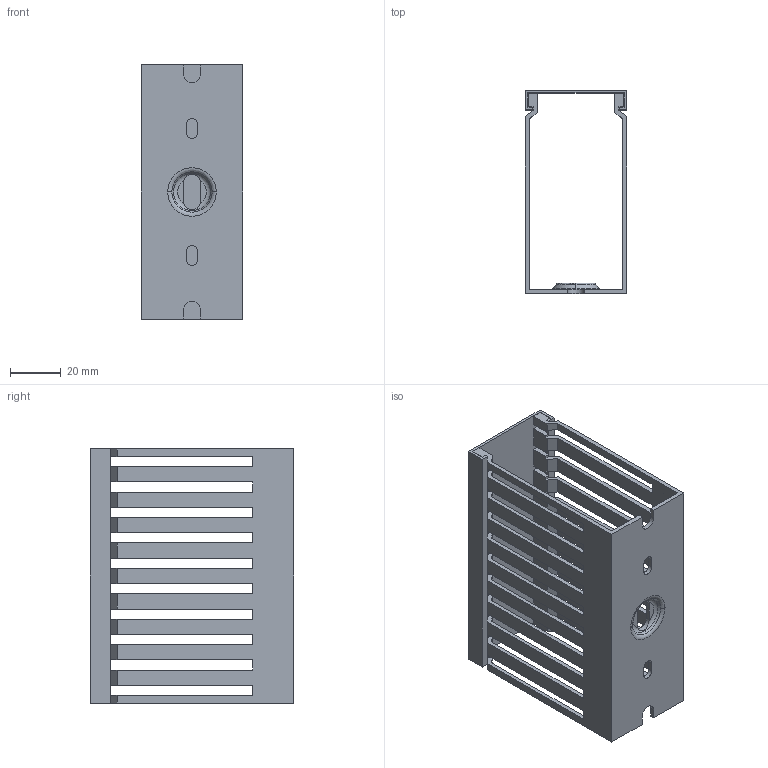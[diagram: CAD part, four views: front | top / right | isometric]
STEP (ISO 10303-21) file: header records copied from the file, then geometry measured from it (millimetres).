
FILE_DESCRIPTION((''),'2;1');
FILE_NAME('B40X80_100MM_ASM','2021-03-30T',('marketing.praksa'),('Audax d.o.o.'),'CREO PARAMETRIC BY PTC INC, 2017480','CREO PARAMETRIC BY PTC INC, 2017480','');
FILE_SCHEMA(('AUTOMOTIVE_DESIGN { 1 0 10303 214 1 1 1 1 }'));
Products named in the file (7): PRT0163_1_1_2_1; PRT0163_1_1_2_2; PRT0163_1_1_2_3; PRT0163_1_1_2_ASM; B40X80__THIN-170916_1_1; MERGED; B40X80_100MM_ASM
Assembly tree (6 placements, depth 3):
  B40X80_100MM_ASM
    PRT0163_1_1_2_ASM
      PRT0163_1_1_2_1
      PRT0163_1_1_2_2
      PRT0163_1_1_2_3
    B40X80__THIN-170916_1_1
    MERGED
Bounding box: 40 x 80 x 100 mm (x, y, z)
Volume: 32848.8 mm3; surface area: 48006.8 mm2
Topology: 5 solids, 5 shells, 447 faces, 1272 edges, 838 vertices
Faces by surface type: plane 389, cylinder 46, torus 8, cone 4
Entity records: 22215 total; most frequent: CARTESIAN_POINT 3009, ORIENTED_EDGE 2544, DIRECTION 2192, PRESENTATION_STYLE_ASSIGNMENT 1724, STYLED_ITEM 1724, CURVE_STYLE 1272, EDGE_CURVE 1272, VECTOR 1042
